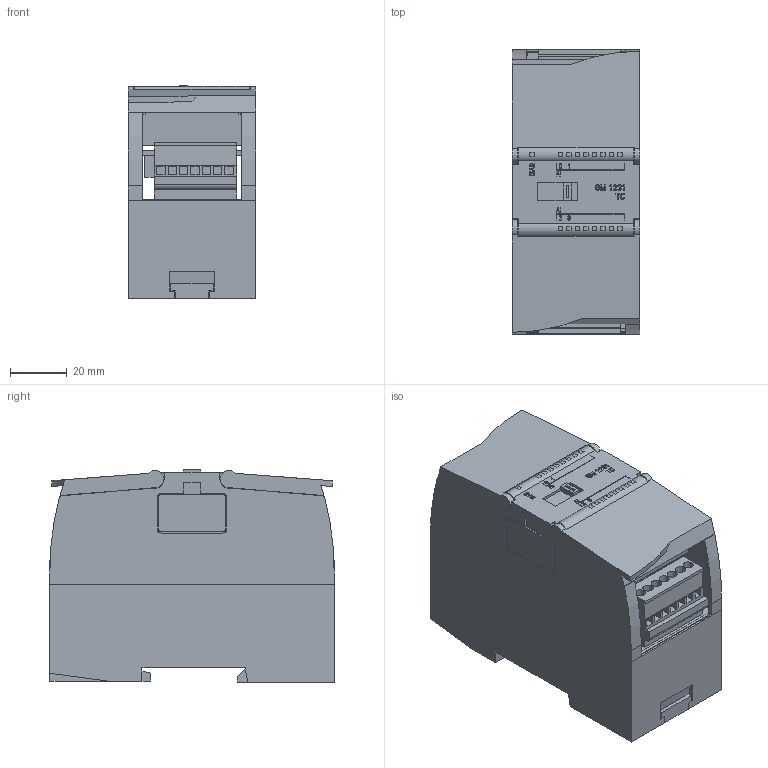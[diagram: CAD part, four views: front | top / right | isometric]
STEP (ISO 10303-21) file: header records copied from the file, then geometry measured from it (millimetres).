
FILE_DESCRIPTION(/* description */ (''),/* implementation_level */ '2;1');
FILE_NAME(/* name */ '6ES7231-5QD32-0XB0_3d.stp',/* time_stamp */ '2024-06-27T17:09:09+02:00',/* author */ (''),/* organization */ (''),/* preprocessor_version */ 'ST-DEVELOPER v18.102',/* originating_system */ 'SIEMENS PLM Software NX 2023',/* authorisation */ '');
FILE_SCHEMA (('AUTOMOTIVE_DESIGN { 1 0 10303 214 3 1 1 1 }'));
Products named in the file (4): A5E31863020A_002; A5E30160608A_002; A5E30160514A_002; A5E31863047A_002
Assembly tree (4 placements, depth 2):
  A5E31863047A_002
    A5E30160514A_002
    A5E30160608A_002  x2
    A5E31863020A_002
Bounding box: 45 x 100 x 74.75 mm (x, y, z)
Volume: 170853.1 mm3; surface area: 80655.3 mm2
Topology: 144 solids, 145 shells, 1673 faces, 4028 edges, 2687 vertices
Faces by surface type: plane 1450, extrusion 152, cylinder 71
Full cylindrical faces by diameter (mm): 1.006 x3, 2 x8, 3.63 x14, 4.3 x2
Entity records: 65260 total; most frequent: CARTESIAN_POINT 14203, ORIENTED_EDGE 7884, DIRECTION 7150, EDGE_CURVE 3942, VECTOR 3638, LINE 3486, VERTEX_POINT 2657, EDGE_LOOP 1835
